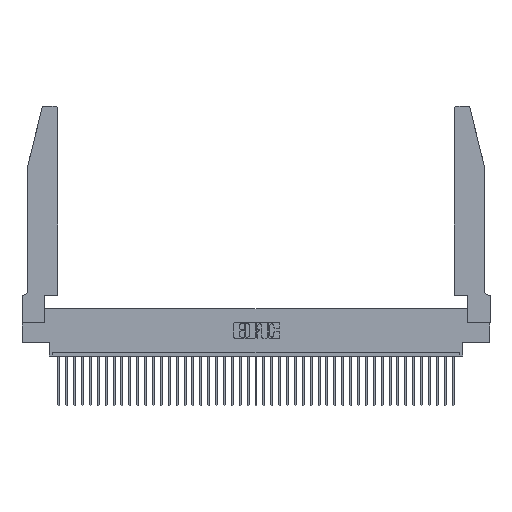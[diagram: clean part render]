
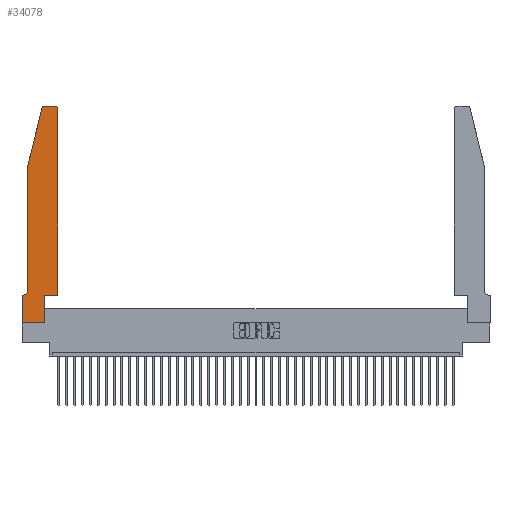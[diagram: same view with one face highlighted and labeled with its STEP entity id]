
A CAD part, top view. The second image highlights one B-rep face of the part: STEP entity #34078.
In plain terms, the highlighted planar face has unit normal (0, 0, 1).
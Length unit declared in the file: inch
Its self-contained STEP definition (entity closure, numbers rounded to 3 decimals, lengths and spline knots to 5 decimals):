
#824 = AXIS2_PLACEMENT_3D ( 'NONE', #13771, #20301, #26233 ) ;
#2151 = CARTESIAN_POINT ( 'NONE',  ( 0.2865, 0.35, 0.37 ) ) ;
#2305 = EDGE_CURVE ( 'NONE', #29673, #32974, #14959, .T. ) ;
#2818 = EDGE_CURVE ( 'NONE', #24255, #32518, #23039, .T. ) ;
#3619 = ORIENTED_EDGE ( 'NONE', *, *, #11090, .T. ) ;
#4725 = PLANE ( 'NONE',  #23292 ) ;
#4863 = CARTESIAN_POINT ( 'NONE',  ( 0., 0.35, 0.37 ) ) ;
#5107 = EDGE_CURVE ( 'NONE', #14289, #6995, #11163, .T. ) ;
#5394 = VECTOR ( 'NONE', #23314, 39.37008 ) ;
#5412 = CARTESIAN_POINT ( 'NONE',  ( 0.2865, 0.35, 0.37 ) ) ;
#6415 = ORIENTED_EDGE ( 'NONE', *, *, #24980, .T. ) ;
#6995 = VERTEX_POINT ( 'NONE', #13632 ) ;
#7280 = ORIENTED_EDGE ( 'NONE', *, *, #5107, .T. ) ;
#7723 = DIRECTION ( 'NONE',  ( 0., 0., 1. ) ) ;
#8164 = DIRECTION ( 'NONE',  ( 0., 0., -1. ) ) ;
#8474 = VECTOR ( 'NONE', #27413, 39.37008 ) ;
#8908 = LINE ( 'NONE', #37357, #9406 ) ;
#9406 = VECTOR ( 'NONE', #27804, 39.37008 ) ;
#9545 = LINE ( 'NONE', #30541, #8474 ) ;
#9608 = EDGE_CURVE ( 'NONE', #38081, #29673, #39578, .T. ) ;
#10339 = EDGE_CURVE ( 'NONE', #32974, #22301, #35963, .T. ) ;
#10865 = EDGE_CURVE ( 'NONE', #30128, #24552, #18159, .T. ) ;
#11090 = EDGE_CURVE ( 'NONE', #12624, #24255, #9545, .T. ) ;
#11124 = DIRECTION ( 'NONE',  ( 1., 0., 0. ) ) ;
#11163 = LINE ( 'NONE', #26278, #41623 ) ;
#11486 = DIRECTION ( 'NONE',  ( 1., 0., 0. ) ) ;
#12076 = DIRECTION ( 'NONE',  ( 0., 1., 0. ) ) ;
#12362 = CARTESIAN_POINT ( 'NONE',  ( 0.0755, 0.42, 0.37 ) ) ;
#12537 = CARTESIAN_POINT ( 'NONE',  ( 0.0755, 2., 0.37 ) ) ;
#12624 = VERTEX_POINT ( 'NONE', #39917 ) ;
#12646 = VECTOR ( 'NONE', #12076, 39.37008 ) ;
#13632 = CARTESIAN_POINT ( 'NONE',  ( 0.284, 2.75, 0.37 ) ) ;
#13704 = ORIENTED_EDGE ( 'NONE', *, *, #36655, .T. ) ;
#13771 = CARTESIAN_POINT ( 'NONE',  ( 0.284, 2.72, 0.37 ) ) ;
#14289 = VERTEX_POINT ( 'NONE', #19525 ) ;
#14327 = EDGE_CURVE ( 'NONE', #32518, #30128, #38593, .T. ) ;
#14514 = CARTESIAN_POINT ( 'NONE',  ( 0., 0.35, 0.37 ) ) ;
#14604 = VECTOR ( 'NONE', #36577, 39.37008 ) ;
#14959 = LINE ( 'NONE', #34191, #39885 ) ;
#15118 = ORIENTED_EDGE ( 'NONE', *, *, #10865, .T. ) ;
#15156 = ORIENTED_EDGE ( 'NONE', *, *, #14327, .T. ) ;
#15996 = AXIS2_PLACEMENT_3D ( 'NONE', #17530, #8164, #21060 ) ;
#16949 = EDGE_CURVE ( 'NONE', #24552, #32115, #38176, .T. ) ;
#16983 = CARTESIAN_POINT ( 'NONE',  ( 0.4505, 0.35, 0.37 ) ) ;
#17346 = DIRECTION ( 'NONE',  ( 0., 0., 1. ) ) ;
#17530 = CARTESIAN_POINT ( 'NONE',  ( 0.0055, 0.42, 0.37 ) ) ;
#17611 = CIRCLE ( 'NONE', #824, 0.03 ) ;
#18159 = LINE ( 'NONE', #29691, #5394 ) ;
#19513 = DIRECTION ( 'NONE',  ( -1., 0., 0. ) ) ;
#19525 = CARTESIAN_POINT ( 'NONE',  ( 0.4205, 2.75, 0.37 ) ) ;
#20296 = FACE_OUTER_BOUND ( 'NONE', #21998, .T. ) ;
#20301 = DIRECTION ( 'NONE',  ( 0., 0., 1. ) ) ;
#20705 = CARTESIAN_POINT ( 'NONE',  ( 0.4505, 0.35, 0.37 ) ) ;
#21060 = DIRECTION ( 'NONE',  ( -1., 0., 0. ) ) ;
#21250 = DIRECTION ( 'NONE',  ( 0., -1., 0. ) ) ;
#21497 = AXIS2_PLACEMENT_3D ( 'NONE', #36783, #17346, #40064 ) ;
#21998 = EDGE_LOOP ( 'NONE', ( #7280, #6415, #3619, #33792, #15156, #15118, #35103, #30470, #27407, #40285, #41847, #13704 ) ) ;
#22301 = VERTEX_POINT ( 'NONE', #41275 ) ;
#22982 = DIRECTION ( 'NONE',  ( 0., -1., 0. ) ) ;
#23039 = LINE ( 'NONE', #42008, #37282 ) ;
#23292 = AXIS2_PLACEMENT_3D ( 'NONE', #4863, #7723, #11124 ) ;
#23314 = DIRECTION ( 'NONE',  ( -1., 0., 0. ) ) ;
#24110 = CARTESIAN_POINT ( 'NONE',  ( 0., 0., 0.37 ) ) ;
#24255 = VERTEX_POINT ( 'NONE', #12537 ) ;
#24552 = VERTEX_POINT ( 'NONE', #14514 ) ;
#24980 = EDGE_CURVE ( 'NONE', #6995, #12624, #17611, .T. ) ;
#25452 = CARTESIAN_POINT ( 'NONE',  ( 0., 0., 0.37 ) ) ;
#26001 = EDGE_CURVE ( 'NONE', #32115, #38081, #8908, .T. ) ;
#26233 = DIRECTION ( 'NONE',  ( 1., 0., 0. ) ) ;
#26278 = CARTESIAN_POINT ( 'NONE',  ( 0.2605, 2.75, 0.37 ) ) ;
#27407 = ORIENTED_EDGE ( 'NONE', *, *, #9608, .T. ) ;
#27413 = DIRECTION ( 'NONE',  ( -0.239, -0.971, 0. ) ) ;
#27804 = DIRECTION ( 'NONE',  ( 1., 0., 0. ) ) ;
#29520 = VECTOR ( 'NONE', #21250, 39.37008 ) ;
#29673 = VERTEX_POINT ( 'NONE', #2151 ) ;
#29691 = CARTESIAN_POINT ( 'NONE',  ( 0.0755, 0.35, 0.37 ) ) ;
#30128 = VERTEX_POINT ( 'NONE', #33625 ) ;
#30470 = ORIENTED_EDGE ( 'NONE', *, *, #26001, .T. ) ;
#30541 = CARTESIAN_POINT ( 'NONE',  ( 0.0755, 2., 0.37 ) ) ;
#32115 = VERTEX_POINT ( 'NONE', #25452 ) ;
#32518 = VERTEX_POINT ( 'NONE', #12362 ) ;
#32974 = VERTEX_POINT ( 'NONE', #20705 ) ;
#33625 = CARTESIAN_POINT ( 'NONE',  ( 0.0055, 0.35, 0.37 ) ) ;
#33792 = ORIENTED_EDGE ( 'NONE', *, *, #2818, .T. ) ;
#34078 = ADVANCED_FACE ( 'NONE', ( #20296 ), #4725, .T. ) ;
#34191 = CARTESIAN_POINT ( 'NONE',  ( 0.4505, 0.35, 0.37 ) ) ;
#35103 = ORIENTED_EDGE ( 'NONE', *, *, #16949, .T. ) ;
#35685 = CARTESIAN_POINT ( 'NONE',  ( 0.2865, 0., 0.37 ) ) ;
#35963 = LINE ( 'NONE', #16983, #14604 ) ;
#36577 = DIRECTION ( 'NONE',  ( 0., 1., 0. ) ) ;
#36655 = EDGE_CURVE ( 'NONE', #22301, #14289, #40552, .T. ) ;
#36783 = CARTESIAN_POINT ( 'NONE',  ( 0.4205, 2.72, 0.37 ) ) ;
#37282 = VECTOR ( 'NONE', #22982, 39.37008 ) ;
#37357 = CARTESIAN_POINT ( 'NONE',  ( 0., 0., 0.37 ) ) ;
#38081 = VERTEX_POINT ( 'NONE', #35685 ) ;
#38176 = LINE ( 'NONE', #24110, #29520 ) ;
#38593 = CIRCLE ( 'NONE', #15996, 0.07 ) ;
#39578 = LINE ( 'NONE', #5412, #12646 ) ;
#39885 = VECTOR ( 'NONE', #11486, 39.37008 ) ;
#39917 = CARTESIAN_POINT ( 'NONE',  ( 0.25487, 2.72718, 0.37 ) ) ;
#40064 = DIRECTION ( 'NONE',  ( 1., 0., 0. ) ) ;
#40285 = ORIENTED_EDGE ( 'NONE', *, *, #2305, .T. ) ;
#40552 = CIRCLE ( 'NONE', #21497, 0.03 ) ;
#41275 = CARTESIAN_POINT ( 'NONE',  ( 0.4505, 2.72, 0.37 ) ) ;
#41623 = VECTOR ( 'NONE', #19513, 39.37008 ) ;
#41847 = ORIENTED_EDGE ( 'NONE', *, *, #10339, .T. ) ;
#42008 = CARTESIAN_POINT ( 'NONE',  ( 0.0755, 2., 0.37 ) ) ;
